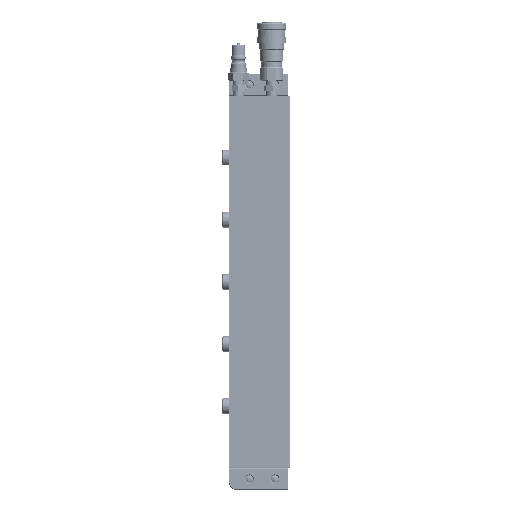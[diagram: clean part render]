
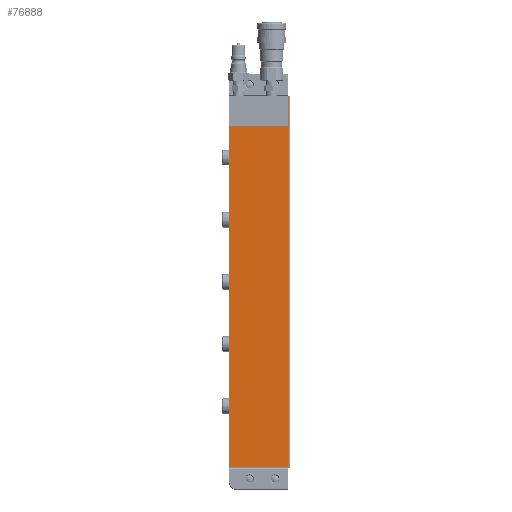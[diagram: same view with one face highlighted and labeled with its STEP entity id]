
A CAD part, left-side view. The second image highlights one B-rep face of the part: STEP entity #76888.
In plain terms, the highlighted planar face has unit normal (-1, 0, 0).
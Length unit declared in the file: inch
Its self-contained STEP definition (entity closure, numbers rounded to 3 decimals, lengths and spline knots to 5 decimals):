
#1536 = VERTEX_POINT ( 'NONE', #72037 ) ;
#3716 = CARTESIAN_POINT ( 'NONE',  ( -8., 1.95, 6. ) ) ;
#4230 = LINE ( 'NONE', #67076, #39417 ) ;
#15827 = PLANE ( 'NONE',  #33704 ) ;
#16578 = LINE ( 'NONE', #3716, #56325 ) ;
#16975 = ORIENTED_EDGE ( 'NONE', *, *, #61944, .T. ) ;
#23422 = CARTESIAN_POINT ( 'NONE',  ( -8., 0.02, 5.97 ) ) ;
#25174 = VERTEX_POINT ( 'NONE', #80876 ) ;
#26095 = DIRECTION ( 'NONE',  ( 0., -1., 0. ) ) ;
#26131 = VECTOR ( 'NONE', #26095, 39.37008 ) ;
#30174 = LINE ( 'NONE', #60275, #26131 ) ;
#33704 = AXIS2_PLACEMENT_3D ( 'NONE', #114433, #34637, #44397 ) ;
#34637 = DIRECTION ( 'NONE',  ( 1., 0., 0. ) ) ;
#39417 = VECTOR ( 'NONE', #79076, 39.37008 ) ;
#44397 = DIRECTION ( 'NONE',  ( 0., 0., -1. ) ) ;
#48072 = DIRECTION ( 'NONE',  ( 0., 0., 1. ) ) ;
#55377 = LINE ( 'NONE', #23422, #92387 ) ;
#55831 = EDGE_CURVE ( 'NONE', #25174, #1536, #4230, .T. ) ;
#56325 = VECTOR ( 'NONE', #63259, 39.37008 ) ;
#60206 = VERTEX_POINT ( 'NONE', #94728 ) ;
#60275 = CARTESIAN_POINT ( 'NONE',  ( -8., 1.97, -5.97 ) ) ;
#61944 = EDGE_CURVE ( 'NONE', #1536, #60206, #16578, .T. ) ;
#63259 = DIRECTION ( 'NONE',  ( 0., 0., -1. ) ) ;
#67076 = CARTESIAN_POINT ( 'NONE',  ( -8., 1.97, 5.97 ) ) ;
#67466 = CARTESIAN_POINT ( 'NONE',  ( -8., 0.02, -5.97 ) ) ;
#72037 = CARTESIAN_POINT ( 'NONE',  ( -8., 1.95, 5.97 ) ) ;
#73884 = VERTEX_POINT ( 'NONE', #67466 ) ;
#75542 = EDGE_LOOP ( 'NONE', ( #95283, #105286, #105633, #16975 ) ) ;
#76888 = ADVANCED_FACE ( 'NONE', ( #109931 ), #15827, .F. ) ;
#79076 = DIRECTION ( 'NONE',  ( 0., 1., 0. ) ) ;
#80876 = CARTESIAN_POINT ( 'NONE',  ( -8., 0.02, 5.97 ) ) ;
#92387 = VECTOR ( 'NONE', #48072, 39.37008 ) ;
#93318 = EDGE_CURVE ( 'NONE', #73884, #25174, #55377, .T. ) ;
#94728 = CARTESIAN_POINT ( 'NONE',  ( -8., 1.95, -5.97 ) ) ;
#95283 = ORIENTED_EDGE ( 'NONE', *, *, #112195, .T. ) ;
#105286 = ORIENTED_EDGE ( 'NONE', *, *, #93318, .T. ) ;
#105633 = ORIENTED_EDGE ( 'NONE', *, *, #55831, .T. ) ;
#109931 = FACE_OUTER_BOUND ( 'NONE', #75542, .T. ) ;
#112195 = EDGE_CURVE ( 'NONE', #60206, #73884, #30174, .T. ) ;
#114433 = CARTESIAN_POINT ( 'NONE',  ( -8., 1.97, 6. ) ) ;
